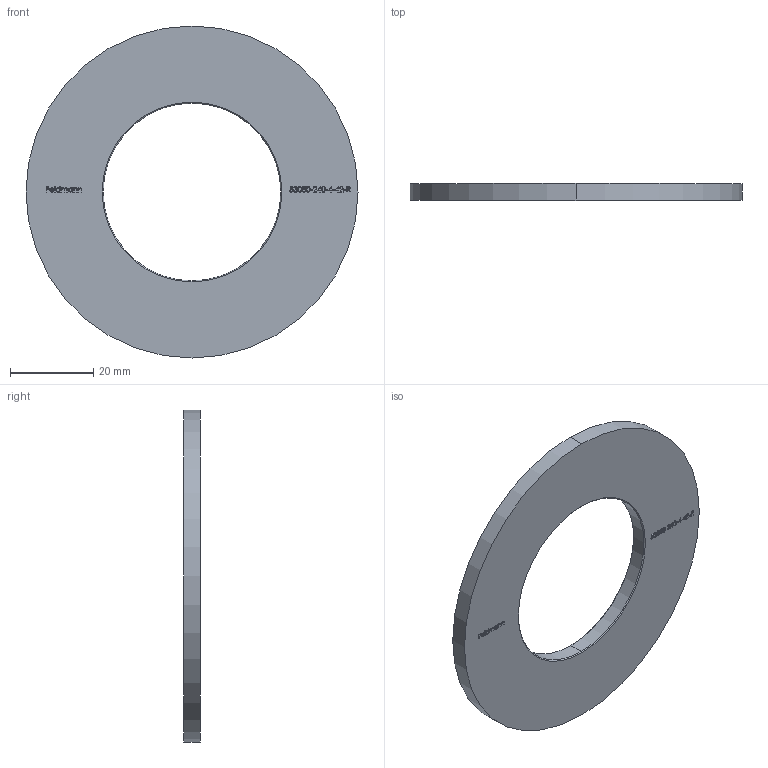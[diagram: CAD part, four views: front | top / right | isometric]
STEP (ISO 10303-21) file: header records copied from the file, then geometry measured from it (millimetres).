
FILE_DESCRIPTION (( 'STEP AP203' ), '1' );
FILE_NAME ('53080-240-4-42-R.step', '2020-10-21T10:55:51', ( '' ), ( '' ), 'SwSTEP 2.0', 'SolidWorks 2018', '' );
FILE_SCHEMA (( 'CONFIG_CONTROL_DESIGN' ));
Length unit declared in the file: millimetre
Products named in the file (2): 53080-240-4-42-R
Bounding box: 80 x 4 x 80 mm (x, y, z)
Volume: 14342.1 mm3; surface area: 8692.5 mm2
Topology: 1 solids, 1 shells, 318 faces, 836 edges, 556 vertices
Faces by surface type: plane 179, bspline 131, cone 4, cylinder 4
Entity records: 17349 total; most frequent: CARTESIAN_POINT 10219, ORIENTED_EDGE 1672, DIRECTION 964, EDGE_CURVE 836, LINE 562, VECTOR 562, VERTEX_POINT 556, EDGE_LOOP 356
